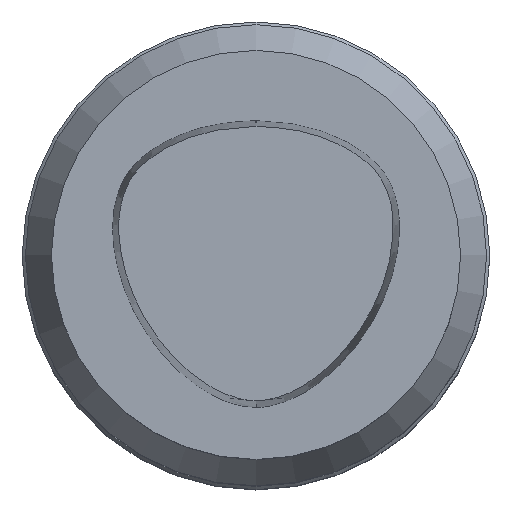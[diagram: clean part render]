
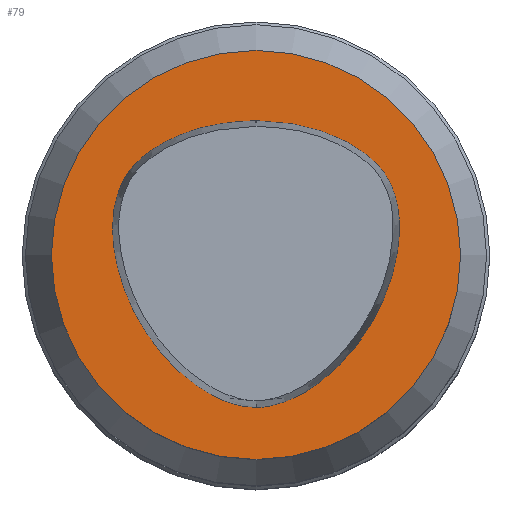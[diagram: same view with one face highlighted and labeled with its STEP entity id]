
A CAD part, top view. The second image highlights one B-rep face of the part: STEP entity #79.
In plain terms, the highlighted planar face has unit normal (0, 0, 1).
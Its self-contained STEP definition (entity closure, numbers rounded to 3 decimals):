
#79=ADVANCED_FACE('',(#102,#103),#104,.T.);
#102=FACE_BOUND('',#289,.T.);
#103=FACE_OUTER_BOUND('',#290,.T.);
#104=PLANE('',#291);
#289=EDGE_LOOP('',(#349,#350,#351));
#290=EDGE_LOOP('',(#352));
#291=AXIS2_PLACEMENT_3D('',#353,#354,#355);
#349=ORIENTED_EDGE('',*,*,#420,.T.);
#350=ORIENTED_EDGE('',*,*,#424,.T.);
#351=ORIENTED_EDGE('',*,*,#427,.T.);
#352=ORIENTED_EDGE('',*,*,#428,.T.);
#353=CARTESIAN_POINT('',(0.,15.746,0.));
#354=DIRECTION('',(0.,0.,1.0));
#355=DIRECTION('',(0.,1.0,0.));
#420=EDGE_CURVE('',#441,#442,#443,.T.);
#424=EDGE_CURVE('',#442,#449,#450,.T.);
#427=EDGE_CURVE('',#449,#441,#453,.T.);
#428=EDGE_CURVE('',#454,#454,#455,.T.);
#441=VERTEX_POINT('',#480);
#442=VERTEX_POINT('',#481);
#443=B_SPLINE_CURVE_WITH_KNOTS('',3,(#482,#483,#484,#485,#486,#487,#488,#489,#490,#491,#492,#493,#494,#495,#496,#497,#498),.UNSPECIFIED.,.F.,.F.,(4,1,1,1,1,1,1,1,1,1,1,1,1,1,4),(-13.23,-12.817,-12.403,-11.99,-11.576,-11.163,-10.956,-10.75,-10.336,-9.923,-9.096,-8.269,-7.442,-7.029,-6.615),.UNSPECIFIED.);
#449=VERTEX_POINT('',#521);
#450=B_SPLINE_CURVE_WITH_KNOTS('',3,(#522,#523,#524,#525,#526,#527,#528,#529,#530,#531,#532,#533,#534,#535,#536,#537,#538,#539),.UNSPECIFIED.,.F.,.F.,(4,1,1,1,1,1,1,1,1,2,1,1,1,1,4),(-6.615,-6.202,-5.788,-5.375,-4.961,-4.134,-3.308,-2.894,-2.481,-2.067,-1.654,-1.24,-0.827,-0.413,0.0),.UNSPECIFIED.);
#453=CIRCLE('',#558,0.95);
#454=VERTEX_POINT('',#559);
#455=CIRCLE('',#560,31.493);
#480=CARTESIAN_POINT('',(0.045,20.677,0.));
#481=CARTESIAN_POINT('',(0.044,-23.469,0.));
#482=CARTESIAN_POINT('',(0.045,20.677,0.));
#483=CARTESIAN_POINT('',(1.424,20.61,0.));
#484=CARTESIAN_POINT('',(4.223,20.484,0.));
#485=CARTESIAN_POINT('',(8.472,19.689,0.));
#486=CARTESIAN_POINT('',(12.514,18.243,0.0));
#487=CARTESIAN_POINT('',(16.304,16.173,0.));
#488=CARTESIAN_POINT('',(19.145,13.704,0.));
#489=CARTESIAN_POINT('',(20.732,11.101,0.0));
#490=CARTESIAN_POINT('',(21.783,8.281,0.));
#491=CARTESIAN_POINT('',(22.226,4.609,0.0));
#492=CARTESIAN_POINT('',(21.744,-1.113,0.0));
#493=CARTESIAN_POINT('',(19.552,-7.954,0.0));
#494=CARTESIAN_POINT('',(14.957,-15.209,0.0));
#495=CARTESIAN_POINT('',(9.668,-20.083,0.));
#496=CARTESIAN_POINT('',(4.516,-22.795,0.));
#497=CARTESIAN_POINT('',(1.559,-23.461,0.));
#498=CARTESIAN_POINT('',(0.044,-23.469,0.));
#521=CARTESIAN_POINT('',(-0.045,20.677,0.));
#522=CARTESIAN_POINT('',(0.044,-23.469,0.));
#523=CARTESIAN_POINT('',(-1.471,-23.477,0.));
#524=CARTESIAN_POINT('',(-4.439,-22.821,0.));
#525=CARTESIAN_POINT('',(-8.35,-20.8,0.));
#526=CARTESIAN_POINT('',(-11.745,-18.156,0.));
#527=CARTESIAN_POINT('',(-15.699,-14.041,0.));
#528=CARTESIAN_POINT('',(-19.535,-8.006,0.));
#529=CARTESIAN_POINT('',(-21.721,-1.161,0.0));
#530=CARTESIAN_POINT('',(-22.249,4.55,0.0));
#531=CARTESIAN_POINT('',(-21.665,9.002,0.0));
#532=CARTESIAN_POINT('',(-20.395,11.778,0.0));
#533=CARTESIAN_POINT('',(-18.593,14.198,0.0));
#534=CARTESIAN_POINT('',(-16.323,16.178,0.0));
#535=CARTESIAN_POINT('',(-12.508,18.252,0.));
#536=CARTESIAN_POINT('',(-8.468,19.679,0.));
#537=CARTESIAN_POINT('',(-4.23,20.488,0.));
#538=CARTESIAN_POINT('',(-1.423,20.613,0.));
#539=CARTESIAN_POINT('',(-0.045,20.677,0.));
#558=AXIS2_PLACEMENT_3D('',#588,#589,#590);
#559=CARTESIAN_POINT('',(0.,31.493,0.));
#560=AXIS2_PLACEMENT_3D('',#591,#592,#593);
#588=CARTESIAN_POINT('',(-0.001,19.728,0.));
#589=DIRECTION('',(0.,0.,-1.0));
#590=DIRECTION('',(-0.046,0.999,0.));
#591=CARTESIAN_POINT('',(0.0,0.0,0.0));
#592=DIRECTION('',(0.,0.,1.0));
#593=DIRECTION('',(0.,1.0,0.));
